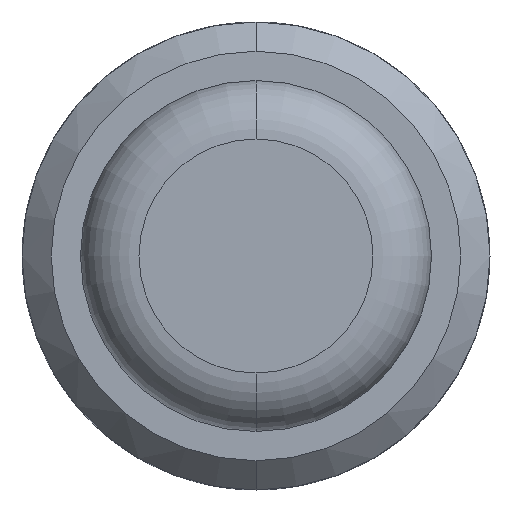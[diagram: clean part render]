
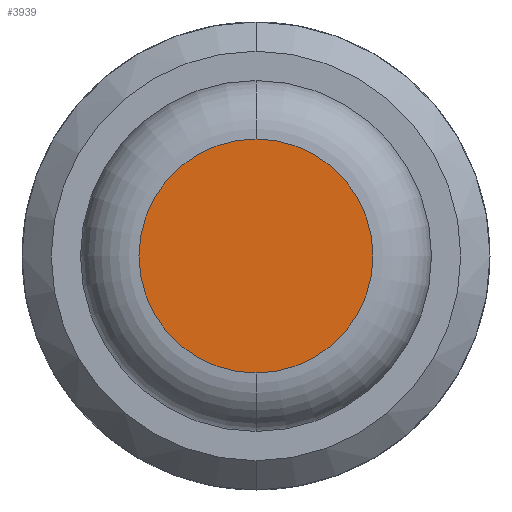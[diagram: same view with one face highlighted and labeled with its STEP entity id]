
A CAD part, front view. The second image highlights one B-rep face of the part: STEP entity #3939.
In plain terms, the highlighted planar face has unit normal (0, -1, 0).
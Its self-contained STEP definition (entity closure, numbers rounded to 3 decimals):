
#157 = DIRECTION ( 'NONE',  ( 0., 0., -1. ) ) ;
#524 = AXIS2_PLACEMENT_3D ( 'NONE', #5537, #851, #5449 ) ;
#851 = DIRECTION ( 'NONE',  ( 0., -1., 0. ) ) ;
#1167 = CARTESIAN_POINT ( 'NONE',  ( 0., 0., 1. ) ) ;
#1520 = EDGE_LOOP ( 'NONE', ( #4802, #3672 ) ) ;
#1788 = AXIS2_PLACEMENT_3D ( 'NONE', #2459, #2980, #4961 ) ;
#1897 = AXIS2_PLACEMENT_3D ( 'NONE', #3282, #5293, #157 ) ;
#2422 = CARTESIAN_POINT ( 'NONE',  ( 0., 0., -1. ) ) ;
#2459 = CARTESIAN_POINT ( 'NONE',  ( 0., 0., 0. ) ) ;
#2578 = CIRCLE ( 'NONE', #524, 1. ) ;
#2857 = VERTEX_POINT ( 'NONE', #1167 ) ;
#2980 = DIRECTION ( 'NONE',  ( 0., -1., 0. ) ) ;
#3282 = CARTESIAN_POINT ( 'NONE',  ( 0., 0., 0. ) ) ;
#3305 = CIRCLE ( 'NONE', #1788, 1. ) ;
#3672 = ORIENTED_EDGE ( 'NONE', *, *, #4571, .T. ) ;
#3702 = PLANE ( 'NONE',  #1897 ) ;
#3939 = ADVANCED_FACE ( 'Defeature ausgef�hrt1_0', ( #4980 ), #3702, .T. ) ;
#4230 = EDGE_CURVE ( 'Defeature ausgef�hrt1_0+Defeature ausgef�hrt1_5+Defeature ausgef�hrt1_5+Defeature ausgef�hrt1_5', #5973, #2857, #2578, .T. ) ;
#4571 = EDGE_CURVE ( 'Defeature ausgef�hrt1_0+Defeature ausgef�hrt1_5+Defeature ausgef�hrt1_5+Defeature ausgef�hrt1_5', #2857, #5973, #3305, .T. ) ;
#4802 = ORIENTED_EDGE ( 'NONE', *, *, #4230, .T. ) ;
#4961 = DIRECTION ( 'NONE',  ( 0., 0., -1. ) ) ;
#4980 = FACE_OUTER_BOUND ( 'NONE', #1520, .T. ) ;
#5293 = DIRECTION ( 'NONE',  ( 0., -1., 0. ) ) ;
#5449 = DIRECTION ( 'NONE',  ( 0., 0., -1. ) ) ;
#5537 = CARTESIAN_POINT ( 'NONE',  ( 0., 0., 0. ) ) ;
#5973 = VERTEX_POINT ( 'NONE', #2422 ) ;
